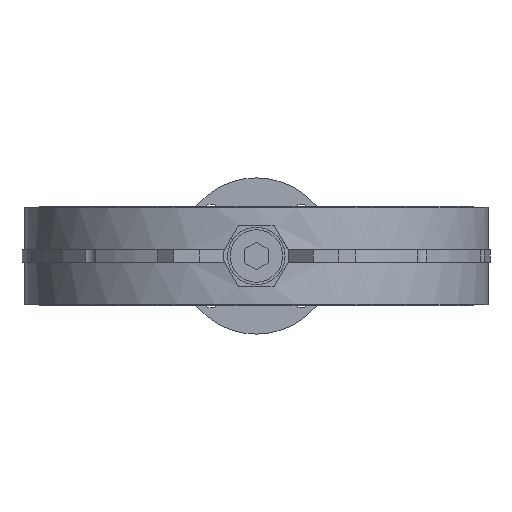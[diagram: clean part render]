
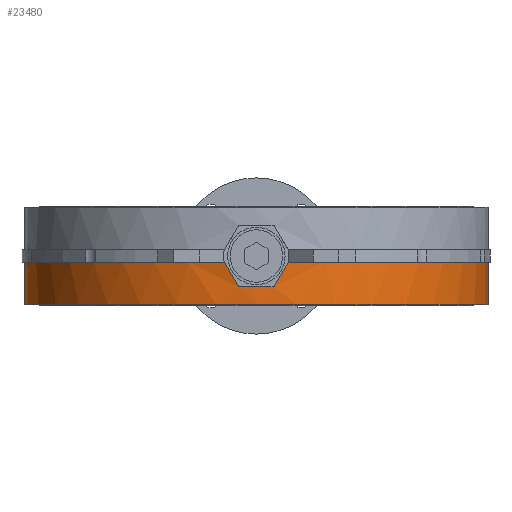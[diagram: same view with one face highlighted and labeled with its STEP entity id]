
A CAD part, front view. The second image highlights one B-rep face of the part: STEP entity #23480.
In plain terms, the highlighted cylindrical face has radius 185.5 mm (diameter 371 mm), a partial arc.
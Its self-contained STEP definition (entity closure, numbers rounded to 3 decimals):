
#27 = CARTESIAN_POINT ( 'NONE',  ( -25.403, -183.752, -5. ) ) ;
#151 = ORIENTED_EDGE ( 'NONE', *, *, #20003, .T. ) ;
#582 = VERTEX_POINT ( 'NONE', #26191 ) ;
#1065 = CARTESIAN_POINT ( 'NONE',  ( 17.91, -184.672, -17.98 ) ) ;
#1282 = DIRECTION ( 'NONE',  ( 1., 0., 0. ) ) ;
#1494 = EDGE_CURVE ( 'NONE', #11860, #24796, #5712, .T. ) ;
#1578 = DIRECTION ( 'NONE',  ( 1., 0., 0. ) ) ;
#1721 = CARTESIAN_POINT ( 'NONE',  ( 0., 0., -5. ) ) ;
#2542 = VERTEX_POINT ( 'NONE', #26906 ) ;
#2722 = CARTESIAN_POINT ( 'NONE',  ( 14.145, -184.96, -24.5 ) ) ;
#3577 = CARTESIAN_POINT ( 'NONE',  ( -14.145, -184.96, -24.5 ) ) ;
#3650 = DIRECTION ( 'NONE',  ( 1., 0., 0. ) ) ;
#3681 = EDGE_CURVE ( 'NONE', #20483, #11860, #25843, .T. ) ;
#4364 = EDGE_CURVE ( 'NONE', #20483, #582, #19086, .T. ) ;
#5423 = CARTESIAN_POINT ( 'NONE',  ( 0., 0., 115.101 ) ) ;
#5712 = CIRCLE ( 'NONE', #22515, 185.5 ) ;
#5855 = DIRECTION ( 'NONE',  ( 0., 0., 1. ) ) ;
#6185 = VERTEX_POINT ( 'NONE', #23228 ) ;
#6809 = DIRECTION ( 'NONE',  ( 0., 0., 1. ) ) ;
#7313 = DIRECTION ( 'NONE',  ( 1., 0., 0. ) ) ;
#7355 = AXIS2_PLACEMENT_3D ( 'NONE', #5423, #12305, #1578 ) ;
#7891 = CARTESIAN_POINT ( 'NONE',  ( -21.664, -184.269, -11.478 ) ) ;
#8419 = EDGE_CURVE ( 'NONE', #2542, #6185, #12715, .T. ) ;
#8883 = VECTOR ( 'NONE', #25636, 1000. ) ;
#9240 = CARTESIAN_POINT ( 'NONE',  ( 21.664, -184.269, -11.478 ) ) ;
#9434 = ORIENTED_EDGE ( 'NONE', *, *, #1494, .F. ) ;
#9539 = EDGE_CURVE ( 'NONE', #16046, #24796, #26717, .T. ) ;
#9891 = CYLINDRICAL_SURFACE ( 'NONE', #7355, 185.5 ) ;
#10143 = ORIENTED_EDGE ( 'NONE', *, *, #3681, .F. ) ;
#10553 = VECTOR ( 'NONE', #6809, 1000. ) ;
#11430 = AXIS2_PLACEMENT_3D ( 'NONE', #26294, #13829, #1282 ) ;
#11860 = VERTEX_POINT ( 'NONE', #23282 ) ;
#12033 = ORIENTED_EDGE ( 'NONE', *, *, #8419, .F. ) ;
#12305 = DIRECTION ( 'NONE',  ( 0., 0., 1. ) ) ;
#12715 = CIRCLE ( 'NONE', #14318, 185.5 ) ;
#13797 = FACE_OUTER_BOUND ( 'NONE', #14718, .T. ) ;
#13829 = DIRECTION ( 'NONE',  ( 0., 0., 1. ) ) ;
#14318 = AXIS2_PLACEMENT_3D ( 'NONE', #1721, #5855, #26917 ) ;
#14718 = EDGE_LOOP ( 'NONE', ( #10143, #24164, #26666, #12033, #151, #25830, #18538, #9434 ) ) ;
#15370 = CARTESIAN_POINT ( 'NONE',  ( -14.145, -184.96, -24.5 ) ) ;
#15731 =( BOUNDED_CURVE ( )  B_SPLINE_CURVE ( 3, ( #21807, #9240, #1065, #2722 ),
 .UNSPECIFIED., .F., .T. ) 
 B_SPLINE_CURVE_WITH_KNOTS ( ( 4, 4 ),
 ( 1.433, 1.494 ),
 .UNSPECIFIED. ) 
 CURVE ( )  GEOMETRIC_REPRESENTATION_ITEM ( )  RATIONAL_B_SPLINE_CURVE ( ( 1., 1., 1., 1. ) ) 
 REPRESENTATION_ITEM ( '' )  );
#15900 = DIRECTION ( 'NONE',  ( 0., 0., 1. ) ) ;
#16046 = VERTEX_POINT ( 'NONE', #15370 ) ;
#16443 = LINE ( 'NONE', #17405, #10553 ) ;
#16730 = EDGE_CURVE ( 'NONE', #582, #6185, #16443, .T. ) ;
#17405 = CARTESIAN_POINT ( 'NONE',  ( 185.5, 0., 115.101 ) ) ;
#17459 = CARTESIAN_POINT ( 'NONE',  ( -185.5, 0., 115.101 ) ) ;
#17590 = EDGE_CURVE ( 'NONE', #24465, #16046, #20294, .T. ) ;
#18279 = CARTESIAN_POINT ( 'NONE',  ( 0., 0., -24.5 ) ) ;
#18538 = ORIENTED_EDGE ( 'NONE', *, *, #9539, .T. ) ;
#18814 = CARTESIAN_POINT ( 'NONE',  ( 14.145, -184.96, -24.5 ) ) ;
#19086 = CIRCLE ( 'NONE', #11430, 185.5 ) ;
#20003 = EDGE_CURVE ( 'NONE', #2542, #24465, #15731, .T. ) ;
#20294 = CIRCLE ( 'NONE', #20414, 185.5 ) ;
#20406 = CARTESIAN_POINT ( 'NONE',  ( -17.91, -184.672, -17.98 ) ) ;
#20414 = AXIS2_PLACEMENT_3D ( 'NONE', #18279, #24444, #3650 ) ;
#20483 = VERTEX_POINT ( 'NONE', #25689 ) ;
#21807 = CARTESIAN_POINT ( 'NONE',  ( 25.403, -183.752, -5. ) ) ;
#22206 = CARTESIAN_POINT ( 'NONE',  ( -25.403, -183.752, -5. ) ) ;
#22515 = AXIS2_PLACEMENT_3D ( 'NONE', #24250, #15900, #7313 ) ;
#23228 = CARTESIAN_POINT ( 'NONE',  ( 185.5, 0., -5. ) ) ;
#23282 = CARTESIAN_POINT ( 'NONE',  ( -185.5, 0., -5. ) ) ;
#23480 = ADVANCED_FACE ( 'NONE', ( #13797 ), #9891, .T. ) ;
#24164 = ORIENTED_EDGE ( 'NONE', *, *, #4364, .T. ) ;
#24250 = CARTESIAN_POINT ( 'NONE',  ( 0., 0., -5. ) ) ;
#24444 = DIRECTION ( 'NONE',  ( 0., 0., -1. ) ) ;
#24465 = VERTEX_POINT ( 'NONE', #18814 ) ;
#24796 = VERTEX_POINT ( 'NONE', #27 ) ;
#25636 = DIRECTION ( 'NONE',  ( 0., 0., 1. ) ) ;
#25689 = CARTESIAN_POINT ( 'NONE',  ( -185.5, 0., -39. ) ) ;
#25830 = ORIENTED_EDGE ( 'NONE', *, *, #17590, .T. ) ;
#25843 = LINE ( 'NONE', #17459, #8883 ) ;
#26191 = CARTESIAN_POINT ( 'NONE',  ( 185.5, 0., -39. ) ) ;
#26294 = CARTESIAN_POINT ( 'NONE',  ( 0., 0., -39. ) ) ;
#26666 = ORIENTED_EDGE ( 'NONE', *, *, #16730, .T. ) ;
#26717 =( BOUNDED_CURVE ( )  B_SPLINE_CURVE ( 3, ( #3577, #20406, #7891, #22206 ),
 .UNSPECIFIED., .F., .T. ) 
 B_SPLINE_CURVE_WITH_KNOTS ( ( 4, 4 ),
 ( 4.789, 4.85 ),
 .UNSPECIFIED. ) 
 CURVE ( )  GEOMETRIC_REPRESENTATION_ITEM ( )  RATIONAL_B_SPLINE_CURVE ( ( 1., 1., 1., 1. ) ) 
 REPRESENTATION_ITEM ( '' )  );
#26906 = CARTESIAN_POINT ( 'NONE',  ( 25.403, -183.752, -5. ) ) ;
#26917 = DIRECTION ( 'NONE',  ( 1., 0., 0. ) ) ;
